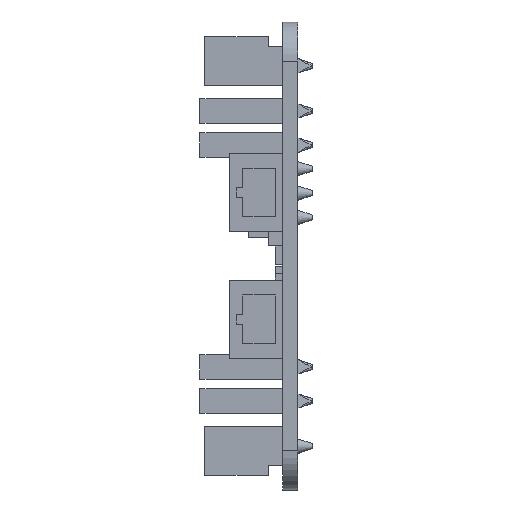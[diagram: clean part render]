
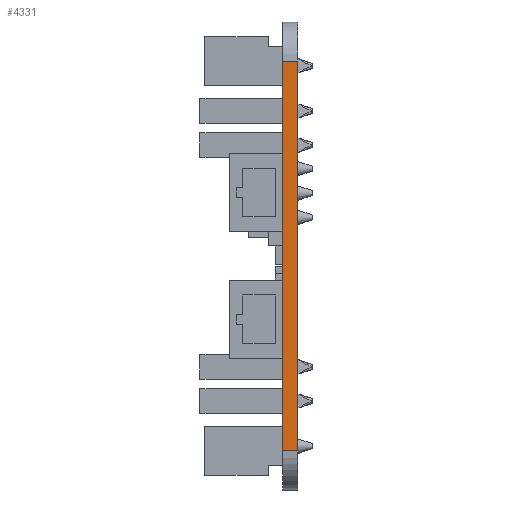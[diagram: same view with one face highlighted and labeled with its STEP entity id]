
A CAD part, left-side view. The second image highlights one B-rep face of the part: STEP entity #4331.
In plain terms, the highlighted planar face has unit normal (-1, 0, 0).
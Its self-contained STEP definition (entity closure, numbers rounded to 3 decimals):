
#520 = VECTOR ( 'NONE', #2084, 1000. ) ;
#950 = LINE ( 'NONE', #2763, #20167 ) ;
#1044 = EDGE_CURVE ( 'NONE', #22741, #10775, #11004, .T. ) ;
#1068 = CARTESIAN_POINT ( 'NONE',  ( 0., 0., -44. ) ) ;
#1139 = FACE_OUTER_BOUND ( 'NONE', #13770, .T. ) ;
#2084 = DIRECTION ( 'NONE',  ( 0., 0., 1. ) ) ;
#2763 = CARTESIAN_POINT ( 'NONE',  ( 0., 0., -4. ) ) ;
#2880 = CARTESIAN_POINT ( 'NONE',  ( 0., 1.55, -44. ) ) ;
#2986 = CARTESIAN_POINT ( 'NONE',  ( 0., 1.55, -4. ) ) ;
#3686 = ORIENTED_EDGE ( 'NONE', *, *, #1044, .F. ) ;
#4331 = ADVANCED_FACE ( 'NONE', ( #1139 ), #23300, .F. ) ;
#4762 = DIRECTION ( 'NONE',  ( 0., -1., 0. ) ) ;
#5833 = CARTESIAN_POINT ( 'NONE',  ( 0., 0., -4. ) ) ;
#6126 = VERTEX_POINT ( 'NONE', #1068 ) ;
#6184 = LINE ( 'NONE', #8649, #15494 ) ;
#7616 = EDGE_CURVE ( 'NONE', #10775, #15971, #6184, .T. ) ;
#7748 = CARTESIAN_POINT ( 'NONE',  ( 0., 1.55, -44. ) ) ;
#8649 = CARTESIAN_POINT ( 'NONE',  ( 0., 1.55, -4. ) ) ;
#10775 = VERTEX_POINT ( 'NONE', #2986 ) ;
#11004 = LINE ( 'NONE', #13802, #520 ) ;
#11752 = AXIS2_PLACEMENT_3D ( 'NONE', #19185, #11779, #17631 ) ;
#11779 = DIRECTION ( 'NONE',  ( 1., 0., 0. ) ) ;
#12334 = DIRECTION ( 'NONE',  ( 0., -1., 0. ) ) ;
#13174 = VECTOR ( 'NONE', #4762, 1000. ) ;
#13502 = ORIENTED_EDGE ( 'NONE', *, *, #18050, .T. ) ;
#13770 = EDGE_LOOP ( 'NONE', ( #15783, #14074, #3686, #13502 ) ) ;
#13802 = CARTESIAN_POINT ( 'NONE',  ( 0., 1.55, -4. ) ) ;
#14074 = ORIENTED_EDGE ( 'NONE', *, *, #7616, .F. ) ;
#14605 = EDGE_CURVE ( 'NONE', #6126, #15971, #950, .T. ) ;
#15494 = VECTOR ( 'NONE', #12334, 1000. ) ;
#15783 = ORIENTED_EDGE ( 'NONE', *, *, #14605, .T. ) ;
#15971 = VERTEX_POINT ( 'NONE', #5833 ) ;
#16486 = DIRECTION ( 'NONE',  ( 0., 0., 1. ) ) ;
#17631 = DIRECTION ( 'NONE',  ( 0., 0., -1. ) ) ;
#18050 = EDGE_CURVE ( 'NONE', #22741, #6126, #18686, .T. ) ;
#18686 = LINE ( 'NONE', #2880, #13174 ) ;
#19185 = CARTESIAN_POINT ( 'NONE',  ( 0., 1.55, -4. ) ) ;
#20167 = VECTOR ( 'NONE', #16486, 1000. ) ;
#22741 = VERTEX_POINT ( 'NONE', #7748 ) ;
#23300 = PLANE ( 'NONE',  #11752 ) ;
